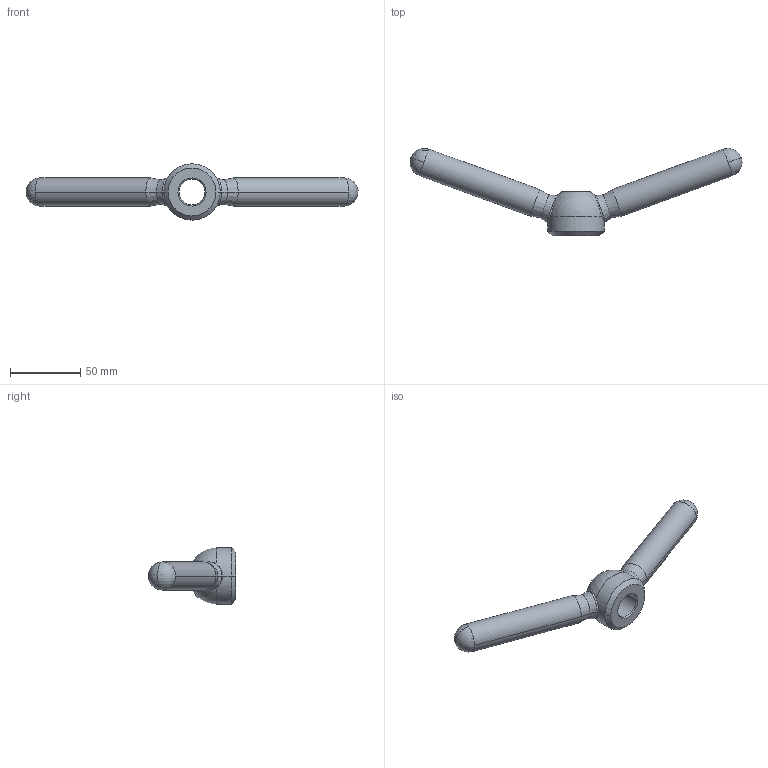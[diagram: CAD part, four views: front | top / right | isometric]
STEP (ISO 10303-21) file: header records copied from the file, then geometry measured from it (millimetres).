
FILE_DESCRIPTION(('STEP AP214'),'1');
FILE_NAME(' ',' ',('TraceParts'),('TraceParts S.A.'),'XStep 1.0',' ',' ');
FILE_SCHEMA(('automotive_design'));
Length unit declared in the file: millimetre
Products named in the file (1): 1
Bounding box: 235.85 x 61.93 x 40 mm (x, y, z)
Volume: 88187.1 mm3; surface area: 19198.4 mm2
Topology: 1 solids, 1 shells, 31 faces, 80 edges, 42 vertices
Faces by surface type: cone 12, cylinder 12, sphere 5, plane 2
Entity records: 1874 total; most frequent: CARTESIAN_POINT 336, DIRECTION 164, STYLED_ITEM 143, PRESENTATION_STYLE_ASSIGNMENT 143, COLOUR_RGB 143, ORIENTED_EDGE 140, EDGE_CURVE 70, AXIS2_PLACEMENT_3D 70
